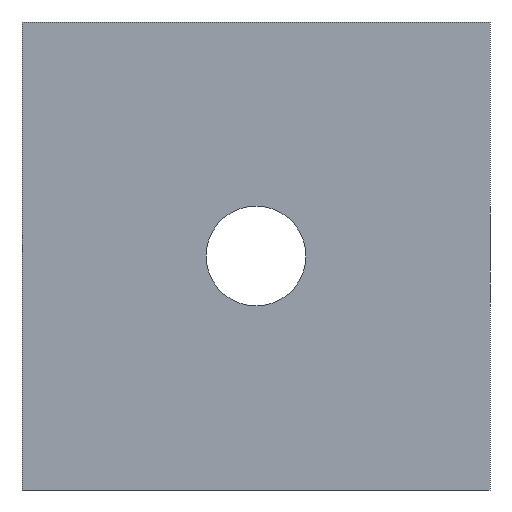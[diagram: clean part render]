
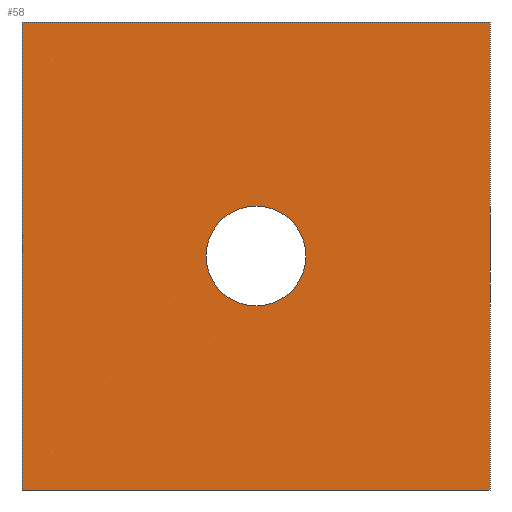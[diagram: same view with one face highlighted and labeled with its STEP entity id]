
A CAD part, left-side view. The second image highlights one B-rep face of the part: STEP entity #58.
In plain terms, the highlighted planar face has unit normal (-1, 0, 0).
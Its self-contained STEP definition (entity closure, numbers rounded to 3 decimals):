
#58 = ADVANCED_FACE( '', ( #117, #118 ), #119, .F. );
#117 = FACE_BOUND( '', #168, .T. );
#118 = FACE_OUTER_BOUND( '', #169, .T. );
#119 = PLANE( '', #170 );
#168 = EDGE_LOOP( '', ( #260 ) );
#169 = EDGE_LOOP( '', ( #261, #262, #263, #264 ) );
#170 = AXIS2_PLACEMENT_3D( '', #265, #266, #267 );
#260 = ORIENTED_EDGE( '', *, *, #292, .T. );
#261 = ORIENTED_EDGE( '', *, *, #300, .T. );
#262 = ORIENTED_EDGE( '', *, *, #273, .F. );
#263 = ORIENTED_EDGE( '', *, *, #282, .F. );
#264 = ORIENTED_EDGE( '', *, *, #302, .T. );
#265 = CARTESIAN_POINT( '', ( 0., 30., 15. ) );
#266 = DIRECTION( '', ( 1., 0., 0. ) );
#267 = DIRECTION( '', ( 0., 0., -1. ) );
#273 = EDGE_CURVE( '', #312, #307, #314, .T. );
#282 = EDGE_CURVE( '', #326, #312, #328, .T. );
#292 = EDGE_CURVE( '', #343, #343, #344, .T. );
#300 = EDGE_CURVE( '', #352, #307, #354, .T. );
#302 = EDGE_CURVE( '', #326, #352, #356, .T. );
#307 = VERTEX_POINT( '', #361 );
#312 = VERTEX_POINT( '', #368 );
#314 = LINE( '', #371, #372 );
#326 = VERTEX_POINT( '', #387 );
#328 = LINE( '', #390, #391 );
#343 = VERTEX_POINT( '', #411 );
#344 = CIRCLE( '', #412, 3.2 );
#352 = VERTEX_POINT( '', #421 );
#354 = LINE( '', #424, #425 );
#356 = LINE( '', #427, #428 );
#361 = CARTESIAN_POINT( '', ( 0., 0., -15. ) );
#368 = CARTESIAN_POINT( '', ( 0., 0., 15. ) );
#371 = CARTESIAN_POINT( '', ( 0., 0., 15. ) );
#372 = VECTOR( '', #436, 1000. );
#387 = CARTESIAN_POINT( '', ( 0., 30., 15. ) );
#390 = CARTESIAN_POINT( '', ( 0., 30., 15. ) );
#391 = VECTOR( '', #444, 1000. );
#411 = CARTESIAN_POINT( '', ( 0., 15., -3.2 ) );
#412 = AXIS2_PLACEMENT_3D( '', #456, #457, #458 );
#421 = CARTESIAN_POINT( '', ( 0., 30., -15. ) );
#424 = CARTESIAN_POINT( '', ( 0., 30., -15. ) );
#425 = VECTOR( '', #464, 1000. );
#427 = CARTESIAN_POINT( '', ( 0., 30., 15. ) );
#428 = VECTOR( '', #465, 1000. );
#436 = DIRECTION( '', ( 0., 0., -1. ) );
#444 = DIRECTION( '', ( 0., -1., 0. ) );
#456 = CARTESIAN_POINT( '', ( 0., 15., 0. ) );
#457 = DIRECTION( '', ( 1., 0., 0. ) );
#458 = DIRECTION( '', ( 0., 0., -1. ) );
#464 = DIRECTION( '', ( 0., -1., 0. ) );
#465 = DIRECTION( '', ( 0., 0., -1. ) );
